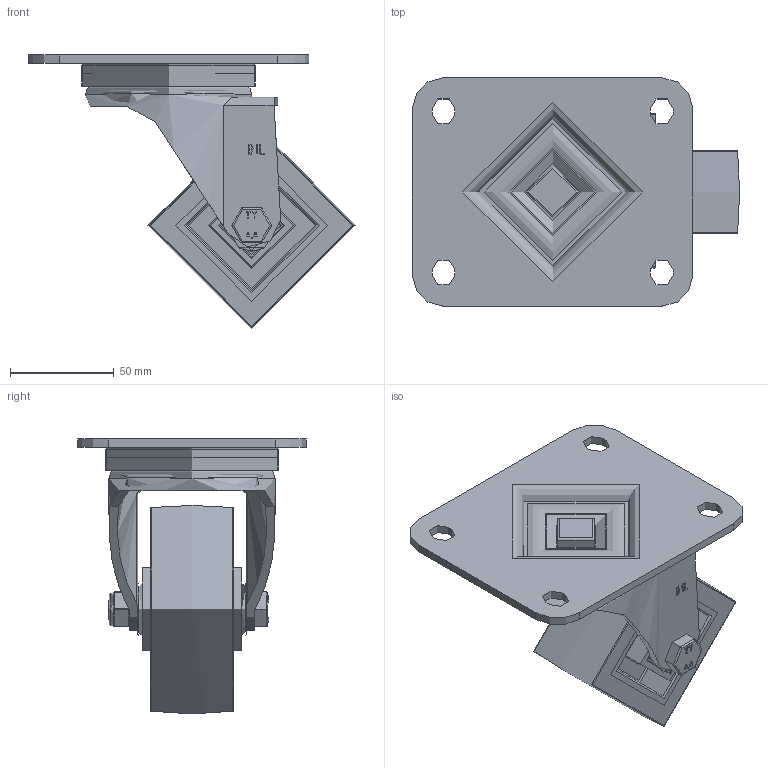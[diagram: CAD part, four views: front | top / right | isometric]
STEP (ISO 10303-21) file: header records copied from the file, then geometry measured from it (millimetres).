
FILE_DESCRIPTION(/* description */ (''),/* implementation_level */ '2;1');
FILE_NAME(/* name */ 'BZPH100NPBJ.step',/* time_stamp */ '2025-06-09T12:32:09+01:00',/* author */ (''),/* organization */ (''),/* preprocessor_version */ 'ST-DEVELOPER v20.1',/* originating_system */ 'Autodesk Translation Framework v14.10.0.0',/* authorisation */ '');
FILE_SCHEMA (('AUTOMOTIVE_DESIGN { 1 0 10303 214 3 1 1 }'));
Length unit declared in the file: millimetre
Products named in the file (31): BZPH100NPBJ; BZPH100AS - 52 v1; BZPH100AS v1; ZINC PLATED, PRESSED STEEL TOP PLATE; ZINC PLATED, PRESSED STEEL FORKS; BEARING SEAL; BZH100WNPBJM15 v1; POLYURETHANE TYRE; NYLON RIM; BEARING6002; Pattern; BEARING6002 (1); Pattern (1); Component1; METAL; METAL2; MIDDLE; RUBBER; BEARING SPACER; TUBEM15X50 v1; ZINC PLATED AXLE TUBE; HEXBOLTM10X70Z8.8 v2; GRADE 8.8 THREADED ZINC PLATED BOLT; WP15X25X2BLK v1; NYLON WASHER; WP15X25X2BLK v1 (1); NYLON WASHER (1); NYLOCM10Z v1; NYLOC NUT; RUBBER (1); NUT
Assembly tree (53 placements, depth 5):
  BZPH100NPBJ
    BZPH100AS - 52 v1
      BZPH100AS v1
        ZINC PLATED, PRESSED STEEL TOP PLATE
        ZINC PLATED, PRESSED STEEL FORKS
        BEARING SEAL
    BZH100WNPBJM15 v1
      POLYURETHANE TYRE
      NYLON RIM
      BEARING6002
        METAL
        METAL2
        Pattern
          Component1  x9
        MIDDLE
        RUBBER  x2
      BEARING6002 (1)
        Pattern (1)
          Component1  x9
        METAL
        METAL2
        MIDDLE
        RUBBER  x2
      BEARING SPACER
    TUBEM15X50 v1
      ZINC PLATED AXLE TUBE
    HEXBOLTM10X70Z8.8 v2
      GRADE 8.8 THREADED ZINC PLATED BOLT
    WP15X25X2BLK v1
      NYLON WASHER
    WP15X25X2BLK v1 (1)
      NYLON WASHER (1)
    NYLOCM10Z v1
      NYLOC NUT
        RUBBER (1)
        NUT
Bounding box: 157.5 x 110 x 131.89 mm (x, y, z)
Volume: 389872.6 mm3; surface area: 163348.5 mm2
Topology: 41 solids, 41 shells, 1156 faces, 2879 edges, 1873 vertices
Faces by surface type: plane 435, bspline 403, cylinder 195, sphere 66, torus 36, cone 21
Full cylindrical faces by diameter (mm): 8.141 x18, 9.85 x19, 10 x3, 10.2 x2, 10.5 x1, 12 x2, 15 x4, 15.75 x2, 16 x2, 19 x3, 20 x4, 20.5 x4, 21 x1, 21.5 x4, 25 x3, 26 x1, 26.8 x4, 28 x4, 28.2 x8, 30 x1, 32 x5, 40 x2, 51 x2, 63 x2, 72 x1, 73 x2, 80 x1, 82.5 x2, 83.5 x1
Entity records: 26386 total; most frequent: CARTESIAN_POINT 11143, ORIENTED_EDGE 3080, DIRECTION 2762, EDGE_CURVE 1540, AXIS2_PLACEMENT_3D 1057, VERTEX_POINT 993, EDGE_LOOP 760, LINE 648
